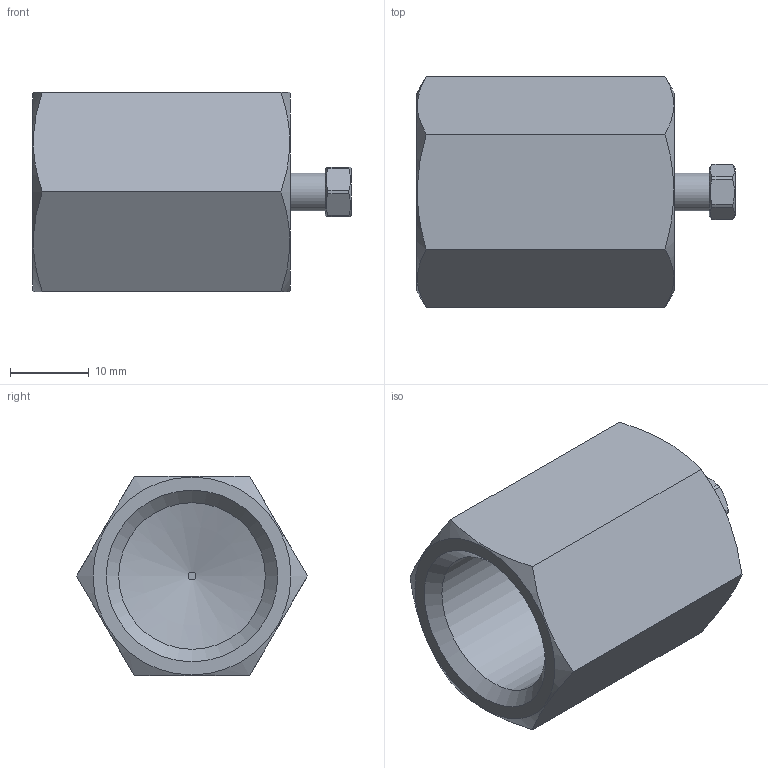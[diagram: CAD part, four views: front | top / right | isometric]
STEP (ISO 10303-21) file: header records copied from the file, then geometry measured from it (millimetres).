
FILE_DESCRIPTION(/* description */ ('Female pipe adaptor 1/2"F-NPTx 1/16" int'),/* implementation_level */ '2;1');
FILE_NAME(/* name */ '305053-FPZA81 Female pipe adaptor.stp',/* time_stamp */ '2016-05-11T11:26:13+02:00',/* author */ ('Franzp'),/* organization */ (''),/* preprocessor_version */ 'ST-DEVELOPER v15.6',/* originating_system */ 'Autodesk Inventor 2015',/* authorisation */ '');
FILE_SCHEMA (('AUTOMOTIVE_DESIGN { 1 0 10303 214 3 1 1 }'));
Length unit declared in the file: centimetre
Products named in the file (1): 305053
Bounding box: 40.49 x 29.33 x 25.4 mm (x, y, z)
Volume: 13185.2 mm3; surface area: 5294.6 mm2
Topology: 1 solids, 2 shells, 43 faces, 101 edges, 65 vertices
Faces by surface type: plane 19, cylinder 12, cone 12
Full cylindrical faces by diameter (mm): 1.016 x1, 1.727 x1, 3.6 x1, 3.962 x1, 4.826 x1, 18.631 x1
Entity records: 1144 total; most frequent: CARTESIAN_POINT 226, DIRECTION 174, ORIENTED_EDGE 152, AXIS2_PLACEMENT_3D 78, EDGE_CURVE 76, EDGE_LOOP 66, VERTEX_POINT 58, FACE_OUTER_BOUND 43
